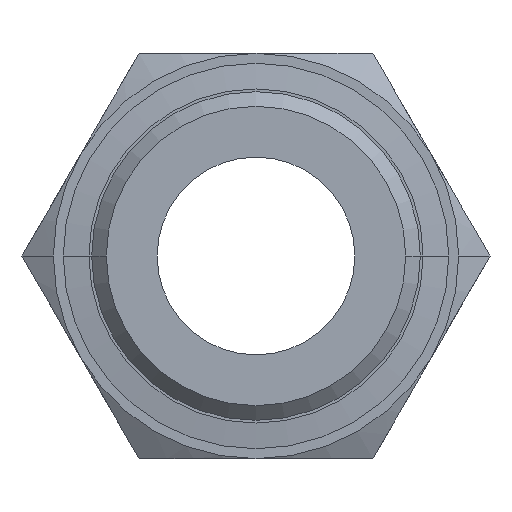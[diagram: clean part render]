
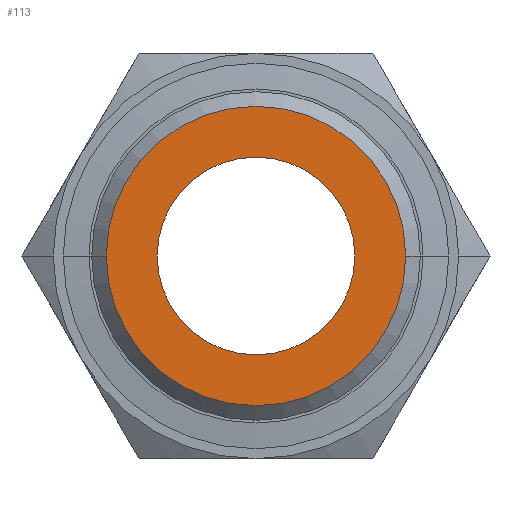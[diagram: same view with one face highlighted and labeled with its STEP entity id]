
A CAD part, front view. The second image highlights one B-rep face of the part: STEP entity #113.
In plain terms, the highlighted planar face has unit normal (0, -1, 0).
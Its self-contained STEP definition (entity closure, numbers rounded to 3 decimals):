
#113=ADVANCED_FACE('',(#265,#266),#267,.T.);
#265=FACE_BOUND('',#430,.T.);
#266=FACE_OUTER_BOUND('',#431,.T.);
#267=PLANE('',#432);
#430=EDGE_LOOP('',(#946,#947));
#431=EDGE_LOOP('',(#948,#949));
#432=AXIS2_PLACEMENT_3D('',#950,#951,#952);
#946=ORIENTED_EDGE('',*,*,#1111,.T.);
#947=ORIENTED_EDGE('',*,*,#1110,.T.);
#948=ORIENTED_EDGE('',*,*,#1073,.F.);
#949=ORIENTED_EDGE('',*,*,#1194,.F.);
#950=CARTESIAN_POINT('',(-7.573,0.0,0.0));
#951=DIRECTION('',(0.0,-1.0,-0.0));
#952=DIRECTION('',(1.0,0.0,0.0));
#1073=EDGE_CURVE('',#1270,#1272,#1273,.T.);
#1110=EDGE_CURVE('',#1340,#1344,#1346,.T.);
#1111=EDGE_CURVE('',#1344,#1340,#1347,.T.);
#1194=EDGE_CURVE('',#1272,#1270,#1462,.T.);
#1270=VERTEX_POINT('',#1554);
#1272=VERTEX_POINT('',#1557);
#1273=CIRCLE('',#1558,15.146);
#1340=VERTEX_POINT('',#1726);
#1344=VERTEX_POINT('',#1731);
#1346=CIRCLE('',#1734,10.0);
#1347=CIRCLE('',#1735,10.0);
#1462=CIRCLE('',#2302,15.146);
#1554=CARTESIAN_POINT('',(-15.146,0.0,0.0));
#1557=CARTESIAN_POINT('',(15.146,0.0,0.));
#1558=AXIS2_PLACEMENT_3D('',#2397,#2398,#2399);
#1726=CARTESIAN_POINT('',(10.0,0.0,0.));
#1731=CARTESIAN_POINT('',(-10.0,0.0,0.));
#1734=AXIS2_PLACEMENT_3D('',#2454,#2455,#2456);
#1735=AXIS2_PLACEMENT_3D('',#2457,#2458,#2459);
#2302=AXIS2_PLACEMENT_3D('',#2562,#2563,#2564);
#2397=CARTESIAN_POINT('',(0.0,0.0,0.0));
#2398=DIRECTION('',(0.0,1.0,0.0));
#2399=DIRECTION('',(-1.0,0.0,0.0));
#2454=CARTESIAN_POINT('',(0.0,0.0,0.0));
#2455=DIRECTION('',(-0.0,1.0,0.0));
#2456=DIRECTION('',(1.0,0.0,0.0));
#2457=CARTESIAN_POINT('',(0.0,0.0,0.0));
#2458=DIRECTION('',(-0.0,1.0,0.0));
#2459=DIRECTION('',(1.0,0.0,0.0));
#2562=CARTESIAN_POINT('',(0.0,0.0,0.0));
#2563=DIRECTION('',(0.0,1.0,0.0));
#2564=DIRECTION('',(-1.0,0.0,0.0));
